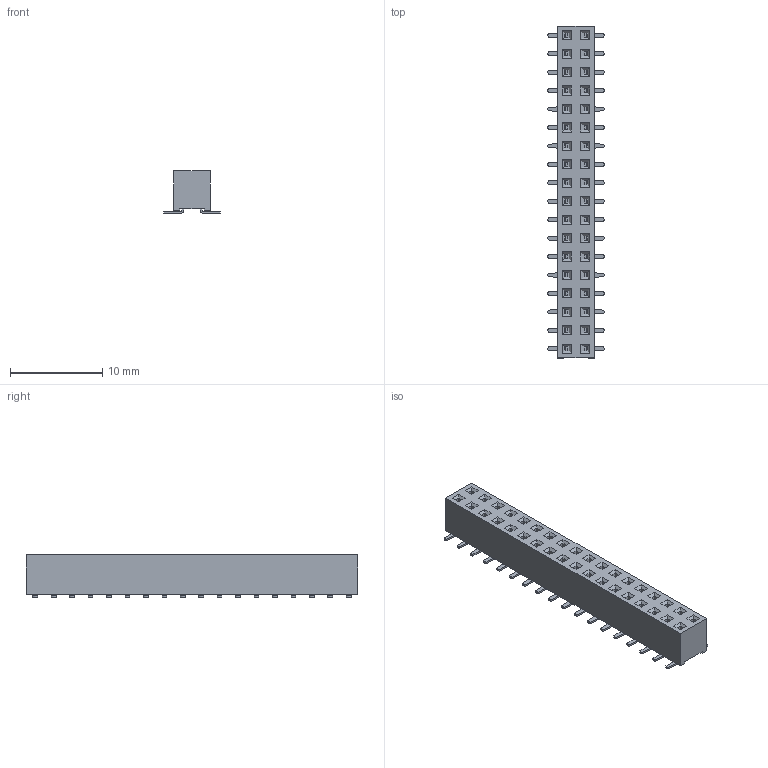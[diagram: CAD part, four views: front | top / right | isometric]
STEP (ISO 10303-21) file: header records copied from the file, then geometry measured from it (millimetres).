
FILE_DESCRIPTION(/* description */ ('model of PinSocket_2x18_P2.00mm_Vertical_SMD'),/* implementation_level */ '2;1');
FILE_NAME(/* name */ 'PinSocket_2x18_P2.00mm_Vertical_SMD.step',/* time_stamp */ '1970-01-01T00:00:00',/* author */ ('KiCAD','kicad'),/* organization */ ('OCCT'),/* preprocessor_version */ '',/* originating_system */ 'KiCAD',/* authorisation */ '');
FILE_SCHEMA(('AUTOMOTIVE_DESIGN { 1 0 10303 214 1 1 1 1 }'));
Length unit declared in the file: millimetre
Products named in the file (1): PinSocket_2x18_P2.00mm_Vertical_SMD
Bounding box: 6.1 x 36 x 4.6 mm (x, y, z)
Volume: 575.3 mm3; surface area: 1024.9 mm2
Topology: 1 solids, 1 shells, 1090 faces, 2760 edges, 1744 vertices
Faces by surface type: plane 982, cylinder 108
Entity records: 20871 total; most frequent: ORIENTED_EDGE 4140, EDGE_CURVE 2760, CARTESIAN_POINT 2648, LINE 2398, VERTEX_POINT 1744, FACE_BOUND 1162, EDGE_LOOP 1162, AXIS2_PLACEMENT_3D 1126
